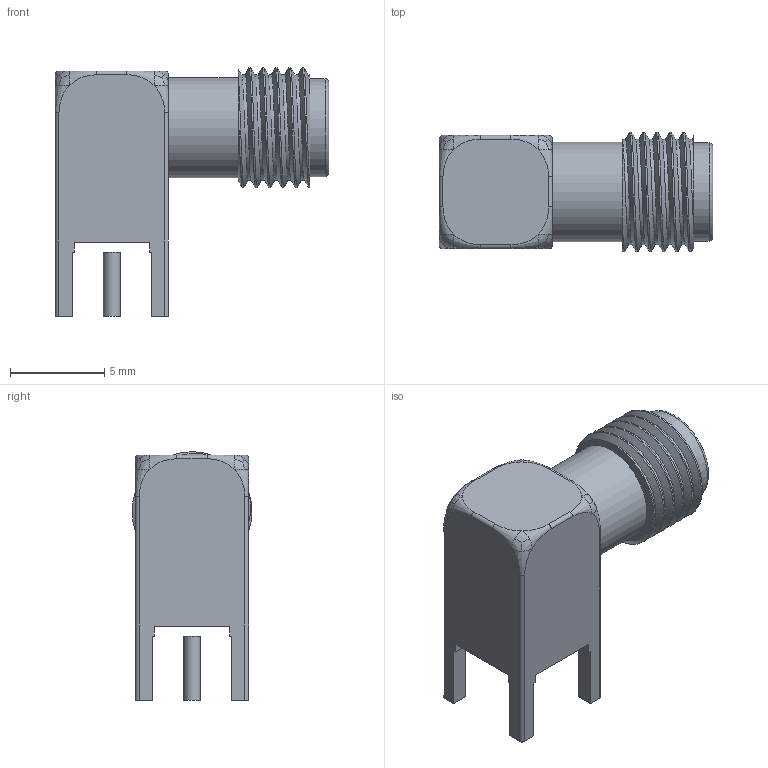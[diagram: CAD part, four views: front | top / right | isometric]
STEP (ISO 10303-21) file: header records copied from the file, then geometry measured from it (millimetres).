
FILE_DESCRIPTION(('HOOPS Exchange Step'),'2;1');
FILE_NAME('temp_export','2024-10-17T18:47:33+03:00',('o.kravchenko'),('Shapr3D Limited'),'HOOPS Exchange 2024.2','Shapr3D','Authorized');
FILE_SCHEMA( ('AP242_MANAGED_MODEL_BASED_3D_ENGINEERING_MIM_LF {1 0 10303 442 1 1 4 }') );
Length unit declared in the file: millimetre
Products named in the file (2): BWSMA-KWE-Z001; root
Assembly tree (1 placements, depth 2):
  root
    BWSMA-KWE-Z001
Bounding box: 14.5 x 6.35 x 13.18 mm (x, y, z)
Volume: 511 mm3; surface area: 592.1 mm2
Topology: 3 solids, 3 shells, 91 faces, 234 edges, 155 vertices
Faces by surface type: plane 40, bspline 27, cylinder 23, torus 1
Full cylindrical faces by diameter (mm): 0.9 x1, 1.2 x2, 1.6 x1, 4 x1, 4.567 x1, 5.2 x1, 5.3 x1, 6.35 x5
Entity records: 6953 total; most frequent: CARTESIAN_POINT 4886, ORIENTED_EDGE 468, DIRECTION 314, EDGE_CURVE 234, VERTEX_POINT 155, VECTOR 106, LINE 106, AXIS2_PLACEMENT_3D 104
